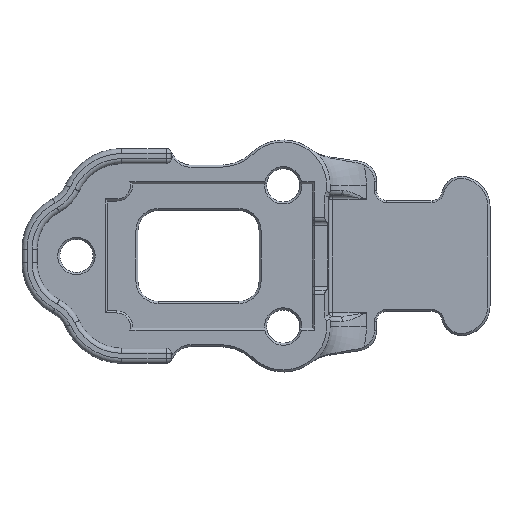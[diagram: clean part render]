
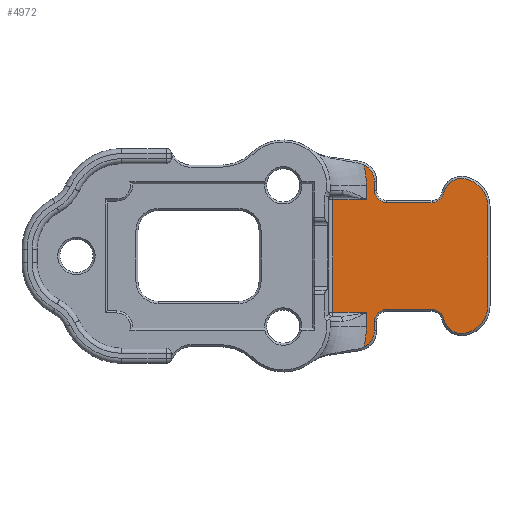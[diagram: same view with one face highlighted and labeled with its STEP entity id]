
A CAD part, top view. The second image highlights one B-rep face of the part: STEP entity #4972.
In plain terms, the highlighted planar face has unit normal (0, 0, 1).
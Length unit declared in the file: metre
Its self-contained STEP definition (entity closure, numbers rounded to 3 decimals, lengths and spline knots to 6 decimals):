
#468=CIRCLE('',#5460,0.008247);
#469=CIRCLE('',#5461,0.0018);
#470=CIRCLE('',#5462,0.0012);
#471=CIRCLE('',#5463,0.0012);
#472=CIRCLE('',#5464,0.0018);
#473=CIRCLE('',#5465,0.0028);
#474=CIRCLE('',#5466,0.0028);
#475=CIRCLE('',#5467,0.0018);
#476=CIRCLE('',#5468,0.0012);
#477=CIRCLE('',#5469,0.0012);
#478=CIRCLE('',#5470,0.0018);
#479=CIRCLE('',#5471,0.008247);
#1029=ORIENTED_EDGE('',*,*,#2475,.T.);
#1030=ORIENTED_EDGE('',*,*,#2476,.T.);
#1031=ORIENTED_EDGE('',*,*,#2477,.T.);
#1032=ORIENTED_EDGE('',*,*,#2338,.T.);
#1033=ORIENTED_EDGE('',*,*,#2478,.T.);
#1034=ORIENTED_EDGE('',*,*,#2479,.T.);
#1035=ORIENTED_EDGE('',*,*,#2480,.T.);
#1036=ORIENTED_EDGE('',*,*,#2481,.T.);
#1037=ORIENTED_EDGE('',*,*,#2482,.T.);
#1038=ORIENTED_EDGE('',*,*,#2483,.T.);
#1039=ORIENTED_EDGE('',*,*,#2484,.T.);
#1040=ORIENTED_EDGE('',*,*,#2485,.T.);
#1041=ORIENTED_EDGE('',*,*,#2486,.T.);
#1042=ORIENTED_EDGE('',*,*,#2487,.T.);
#1043=ORIENTED_EDGE('',*,*,#2488,.T.);
#1044=ORIENTED_EDGE('',*,*,#2489,.T.);
#1045=ORIENTED_EDGE('',*,*,#2490,.T.);
#1046=ORIENTED_EDGE('',*,*,#2491,.T.);
#1047=ORIENTED_EDGE('',*,*,#2492,.T.);
#1048=ORIENTED_EDGE('',*,*,#2493,.T.);
#1049=ORIENTED_EDGE('',*,*,#2494,.T.);
#1050=ORIENTED_EDGE('',*,*,#2344,.T.);
#2338=EDGE_CURVE('',#3057,#3056,#3451,.T.);
#2344=EDGE_CURVE('',#3058,#3062,#3453,.T.);
#2475=EDGE_CURVE('',#3062,#3171,#3516,.T.);
#2476=EDGE_CURVE('',#3171,#3172,#3517,.F.);
#2477=EDGE_CURVE('',#3172,#3057,#3518,.F.);
#2478=EDGE_CURVE('',#3056,#3173,#468,.F.);
#2479=EDGE_CURVE('',#3173,#3174,#469,.T.);
#2480=EDGE_CURVE('',#3174,#3175,#3519,.T.);
#2481=EDGE_CURVE('',#3175,#3176,#470,.F.);
#2482=EDGE_CURVE('',#3176,#3177,#3520,.T.);
#2483=EDGE_CURVE('',#3177,#3178,#471,.F.);
#2484=EDGE_CURVE('',#3178,#3179,#472,.T.);
#2485=EDGE_CURVE('',#3179,#3180,#473,.T.);
#2486=EDGE_CURVE('',#3180,#3181,#3521,.T.);
#2487=EDGE_CURVE('',#3181,#3182,#474,.T.);
#2488=EDGE_CURVE('',#3182,#3183,#475,.T.);
#2489=EDGE_CURVE('',#3183,#3184,#476,.F.);
#2490=EDGE_CURVE('',#3184,#3185,#3522,.T.);
#2491=EDGE_CURVE('',#3185,#3186,#477,.F.);
#2492=EDGE_CURVE('',#3186,#3187,#3523,.T.);
#2493=EDGE_CURVE('',#3187,#3188,#478,.T.);
#2494=EDGE_CURVE('',#3188,#3058,#479,.F.);
#3056=VERTEX_POINT('',#7877);
#3057=VERTEX_POINT('',#7879);
#3058=VERTEX_POINT('',#7887);
#3062=VERTEX_POINT('',#7898);
#3171=VERTEX_POINT('',#8191);
#3172=VERTEX_POINT('',#8193);
#3173=VERTEX_POINT('',#8196);
#3174=VERTEX_POINT('',#8198);
#3175=VERTEX_POINT('',#8200);
#3176=VERTEX_POINT('',#8202);
#3177=VERTEX_POINT('',#8204);
#3178=VERTEX_POINT('',#8206);
#3179=VERTEX_POINT('',#8208);
#3180=VERTEX_POINT('',#8210);
#3181=VERTEX_POINT('',#8212);
#3182=VERTEX_POINT('',#8214);
#3183=VERTEX_POINT('',#8216);
#3184=VERTEX_POINT('',#8218);
#3185=VERTEX_POINT('',#8220);
#3186=VERTEX_POINT('',#8222);
#3187=VERTEX_POINT('',#8224);
#3188=VERTEX_POINT('',#8226);
#3451=LINE('',#7878,#3835);
#3453=LINE('',#7899,#3837);
#3516=LINE('',#8190,#3900);
#3517=LINE('',#8192,#3901);
#3518=LINE('',#8194,#3902);
#3519=LINE('',#8199,#3903);
#3520=LINE('',#8203,#3904);
#3521=LINE('',#8211,#3905);
#3522=LINE('',#8219,#3906);
#3523=LINE('',#8223,#3907);
#3835=VECTOR('',#6222,1.);
#3837=VECTOR('',#6230,1.);
#3900=VECTOR('',#6453,1.);
#3901=VECTOR('',#6454,1.);
#3902=VECTOR('',#6455,1.);
#3903=VECTOR('',#6460,1.);
#3904=VECTOR('',#6463,1.);
#3905=VECTOR('',#6470,1.);
#3906=VECTOR('',#6477,1.);
#3907=VECTOR('',#6480,1.);
#4184=EDGE_LOOP('',(#1029,#1030,#1031,#1032,#1033,#1034,#1035,#1036,#1037,
#1038,#1039,#1040,#1041,#1042,#1043,#1044,#1045,#1046,#1047,#1048,#1049,
#1050));
#4524=FACE_BOUND('',#4184,.T.);
#4821=PLANE('',#5459);
#4972=ADVANCED_FACE('',(#4524),#4821,.T.);
#5459=AXIS2_PLACEMENT_3D('',#8189,#6451,#6452);
#5460=AXIS2_PLACEMENT_3D('',#8195,#6456,#6457);
#5461=AXIS2_PLACEMENT_3D('',#8197,#6458,#6459);
#5462=AXIS2_PLACEMENT_3D('',#8201,#6461,#6462);
#5463=AXIS2_PLACEMENT_3D('',#8205,#6464,#6465);
#5464=AXIS2_PLACEMENT_3D('',#8207,#6466,#6467);
#5465=AXIS2_PLACEMENT_3D('',#8209,#6468,#6469);
#5466=AXIS2_PLACEMENT_3D('',#8213,#6471,#6472);
#5467=AXIS2_PLACEMENT_3D('',#8215,#6473,#6474);
#5468=AXIS2_PLACEMENT_3D('',#8217,#6475,#6476);
#5469=AXIS2_PLACEMENT_3D('',#8221,#6478,#6479);
#5470=AXIS2_PLACEMENT_3D('',#8225,#6481,#6482);
#5471=AXIS2_PLACEMENT_3D('',#8227,#6483,#6484);
#6222=DIRECTION('',(0.,-1.,0.));
#6230=DIRECTION('',(0.,-1.,0.));
#6451=DIRECTION('',(0.,0.,1.));
#6452=DIRECTION('',(0.,-1.,0.));
#6453=DIRECTION('',(-1.,0.,0.));
#6454=DIRECTION('',(0.,1.,0.));
#6455=DIRECTION('',(-1.,0.,0.));
#6456=DIRECTION('',(0.,0.,1.));
#6457=DIRECTION('',(0.,-1.,0.));
#6458=DIRECTION('',(0.,0.,1.));
#6459=DIRECTION('',(0.,-1.,0.));
#6460=DIRECTION('',(0.,1.,0.));
#6461=DIRECTION('',(0.,0.,1.));
#6462=DIRECTION('',(0.,-1.,0.));
#6463=DIRECTION('',(1.,0.,0.));
#6464=DIRECTION('',(0.,0.,1.));
#6465=DIRECTION('',(0.,-1.,0.));
#6466=DIRECTION('',(0.,0.,1.));
#6467=DIRECTION('',(0.,-1.,0.));
#6468=DIRECTION('',(0.,0.,1.));
#6469=DIRECTION('',(0.,-1.,0.));
#6470=DIRECTION('',(0.,1.,0.));
#6471=DIRECTION('',(0.,0.,1.));
#6472=DIRECTION('',(0.,-1.,0.));
#6473=DIRECTION('',(0.,0.,1.));
#6474=DIRECTION('',(0.,-1.,0.));
#6475=DIRECTION('',(0.,0.,1.));
#6476=DIRECTION('',(0.,-1.,0.));
#6477=DIRECTION('',(-1.,0.,0.));
#6478=DIRECTION('',(0.,0.,1.));
#6479=DIRECTION('',(0.,-1.,0.));
#6480=DIRECTION('',(0.,1.,0.));
#6481=DIRECTION('',(0.,0.,1.));
#6482=DIRECTION('',(0.,-1.,0.));
#6483=DIRECTION('',(0.,0.,1.));
#6484=DIRECTION('',(0.,-1.,0.));
#7877=CARTESIAN_POINT('',(0.014547,-0.0164,0.0086));
#7878=CARTESIAN_POINT('',(0.014547,-0.0164,0.0086));
#7879=CARTESIAN_POINT('',(0.014547,-0.015,0.0086));
#7887=CARTESIAN_POINT('',(0.014547,-0.0024,0.0086));
#7898=CARTESIAN_POINT('',(0.014547,-0.0038,0.0086));
#7899=CARTESIAN_POINT('',(0.014547,-0.0164,0.0086));
#8189=CARTESIAN_POINT('',(0.,-0.0094,0.0086));
#8190=CARTESIAN_POINT('',(0.0108,-0.0038,0.0086));
#8191=CARTESIAN_POINT('',(0.0112,-0.0038,0.0086));
#8192=CARTESIAN_POINT('',(0.0112,-0.0094,0.0086));
#8193=CARTESIAN_POINT('',(0.0112,-0.015,0.0086));
#8194=CARTESIAN_POINT('',(0.014547,-0.015,0.0086));
#8195=CARTESIAN_POINT('',(0.0063,-0.0164,0.0086));
#8196=CARTESIAN_POINT('',(0.014287,-0.018453,0.0086));
#8197=CARTESIAN_POINT('',(0.01355,-0.016811,0.0086));
#8198=CARTESIAN_POINT('',(0.01535,-0.016811,0.0086));
#8199=CARTESIAN_POINT('',(0.01535,-0.0159,0.0086));
#8200=CARTESIAN_POINT('',(0.01535,-0.0159,0.0086));
#8201=CARTESIAN_POINT('',(0.01655,-0.0159,0.0086));
#8202=CARTESIAN_POINT('',(0.01655,-0.0147,0.0086));
#8203=CARTESIAN_POINT('',(0.02105,-0.0147,0.0086));
#8204=CARTESIAN_POINT('',(0.02105,-0.0147,0.0086));
#8205=CARTESIAN_POINT('',(0.02105,-0.0159,0.0086));
#8206=CARTESIAN_POINT('',(0.022225,-0.015655,0.0086));
#8207=CARTESIAN_POINT('',(0.023987,-0.015288,0.0086));
#8208=CARTESIAN_POINT('',(0.024323,-0.017056,0.0086));
#8209=CARTESIAN_POINT('',(0.0238,-0.014306,0.0086));
#8210=CARTESIAN_POINT('',(0.0266,-0.014306,0.0086));
#8211=CARTESIAN_POINT('',(0.0266,-0.0094,0.0086));
#8212=CARTESIAN_POINT('',(0.0266,-0.004494,0.0086));
#8213=CARTESIAN_POINT('',(0.0238,-0.004494,0.0086));
#8214=CARTESIAN_POINT('',(0.024323,-0.001744,0.0086));
#8215=CARTESIAN_POINT('',(0.023987,-0.003512,0.0086));
#8216=CARTESIAN_POINT('',(0.022225,-0.003145,0.0086));
#8217=CARTESIAN_POINT('',(0.02105,-0.0029,0.0086));
#8218=CARTESIAN_POINT('',(0.02105,-0.0041,0.0086));
#8219=CARTESIAN_POINT('',(0.01655,-0.0041,0.0086));
#8220=CARTESIAN_POINT('',(0.01655,-0.0041,0.0086));
#8221=CARTESIAN_POINT('',(0.01655,-0.0029,0.0086));
#8222=CARTESIAN_POINT('',(0.01535,-0.0029,0.0086));
#8223=CARTESIAN_POINT('',(0.01535,-0.001989,0.0086));
#8224=CARTESIAN_POINT('',(0.01535,-0.001989,0.0086));
#8225=CARTESIAN_POINT('',(0.01355,-0.001989,0.0086));
#8226=CARTESIAN_POINT('',(0.014287,-0.000347,0.0086));
#8227=CARTESIAN_POINT('',(0.0063,-0.0024,0.0086));
